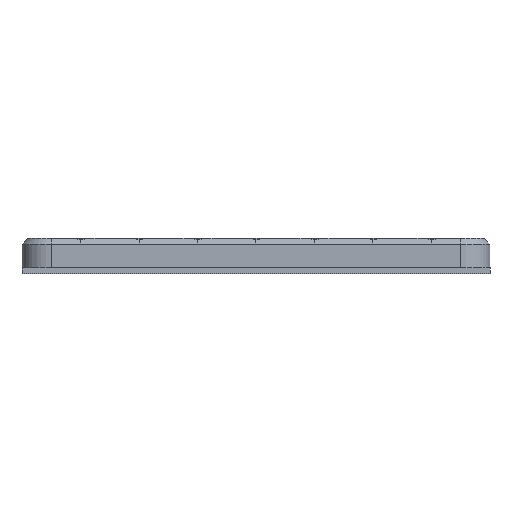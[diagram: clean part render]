
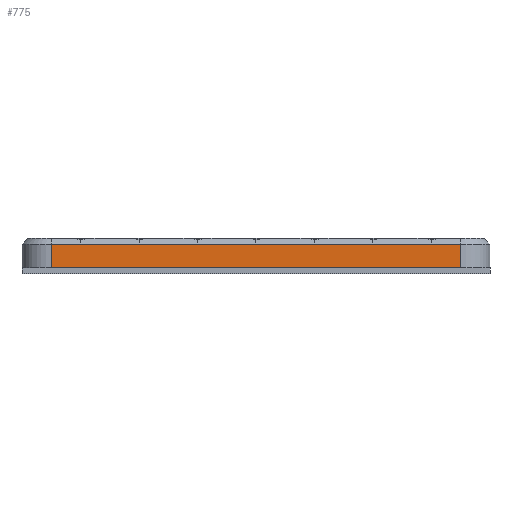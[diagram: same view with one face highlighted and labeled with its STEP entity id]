
A CAD part, left-side view. The second image highlights one B-rep face of the part: STEP entity #775.
In plain terms, the highlighted planar face has unit normal (-1, 0, 0).
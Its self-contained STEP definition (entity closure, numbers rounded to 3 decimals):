
#86 = ORIENTED_EDGE ( 'NONE', *, *, #1170, .T. ) ;
#279 = VERTEX_POINT ( 'NONE', #2250 ) ;
#381 = DIRECTION ( 'NONE',  ( 0., 1., 0. ) ) ;
#476 = DIRECTION ( 'NONE',  ( 0., 0., 1. ) ) ;
#483 = DIRECTION ( 'NONE',  ( 0., 0., -1. ) ) ;
#505 = FACE_OUTER_BOUND ( 'NONE', #3626, .T. ) ;
#604 = ORIENTED_EDGE ( 'NONE', *, *, #777, .T. ) ;
#695 = LINE ( 'NONE', #3217, #1684 ) ;
#768 = CARTESIAN_POINT ( 'NONE',  ( -65.5, -16.5, 5. ) ) ;
#775 = ADVANCED_FACE ( 'NONE', ( #505 ), #1114, .F. ) ;
#777 = EDGE_CURVE ( 'NONE', #2638, #3548, #1136, .T. ) ;
#804 = LINE ( 'NONE', #2033, #3709 ) ;
#924 = VECTOR ( 'NONE', #483, 1000. ) ;
#993 = VECTOR ( 'NONE', #2912, 1000. ) ;
#1114 = PLANE ( 'NONE',  #2125 ) ;
#1136 = LINE ( 'NONE', #768, #924 ) ;
#1158 = VERTEX_POINT ( 'NONE', #2571 ) ;
#1170 = EDGE_CURVE ( 'NONE', #3548, #1158, #2261, .T. ) ;
#1251 = EDGE_CURVE ( 'NONE', #1158, #279, #804, .T. ) ;
#1393 = ORIENTED_EDGE ( 'NONE', *, *, #3005, .T. ) ;
#1473 = ORIENTED_EDGE ( 'NONE', *, *, #1251, .T. ) ;
#1684 = VECTOR ( 'NONE', #381, 1000. ) ;
#1756 = DIRECTION ( 'NONE',  ( 1., 0., 0. ) ) ;
#1944 = CARTESIAN_POINT ( 'NONE',  ( -65.5, -91.5, 0. ) ) ;
#2033 = CARTESIAN_POINT ( 'NONE',  ( -65.5, -86.5, 5. ) ) ;
#2125 = AXIS2_PLACEMENT_3D ( 'NONE', #3918, #1756, #2352 ) ;
#2235 = CARTESIAN_POINT ( 'NONE',  ( -65.5, -16.5, 4. ) ) ;
#2250 = CARTESIAN_POINT ( 'NONE',  ( -65.5, -86.5, 4. ) ) ;
#2261 = LINE ( 'NONE', #1944, #993 ) ;
#2352 = DIRECTION ( 'NONE',  ( 0., 0., -1. ) ) ;
#2571 = CARTESIAN_POINT ( 'NONE',  ( -65.5, -86.5, 0. ) ) ;
#2638 = VERTEX_POINT ( 'NONE', #2235 ) ;
#2912 = DIRECTION ( 'NONE',  ( 0., -1., 0. ) ) ;
#3005 = EDGE_CURVE ( 'NONE', #279, #2638, #695, .T. ) ;
#3217 = CARTESIAN_POINT ( 'NONE',  ( -65.5, -91.5, 4. ) ) ;
#3468 = CARTESIAN_POINT ( 'NONE',  ( -65.5, -16.5, 0. ) ) ;
#3548 = VERTEX_POINT ( 'NONE', #3468 ) ;
#3626 = EDGE_LOOP ( 'NONE', ( #1473, #1393, #604, #86 ) ) ;
#3709 = VECTOR ( 'NONE', #476, 1000. ) ;
#3918 = CARTESIAN_POINT ( 'NONE',  ( -65.5, -91.5, 5. ) ) ;
